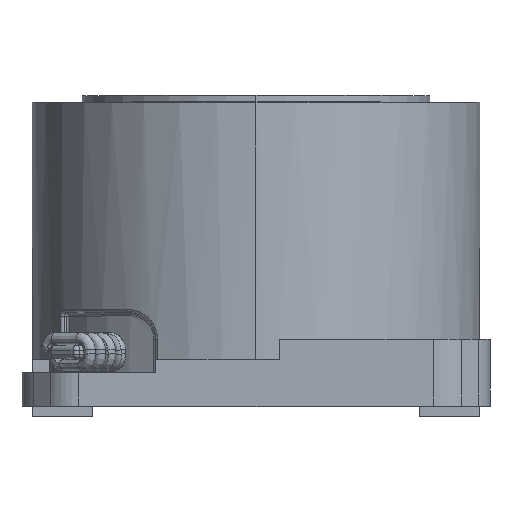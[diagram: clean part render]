
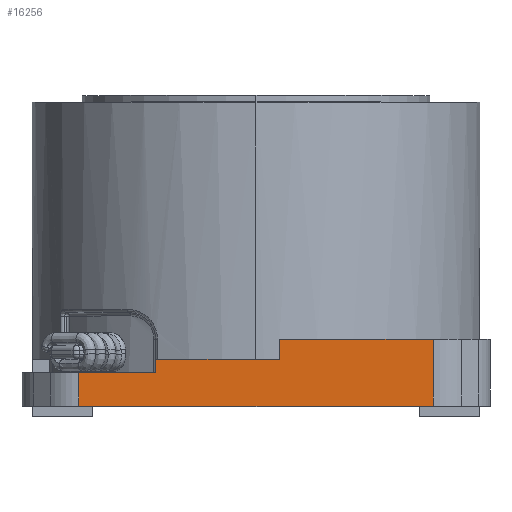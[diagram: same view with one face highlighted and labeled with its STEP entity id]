
A CAD part, top view. The second image highlights one B-rep face of the part: STEP entity #16256.
In plain terms, the highlighted planar face has unit normal (0, 0, 1).
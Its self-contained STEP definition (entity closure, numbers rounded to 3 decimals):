
#56 = LINE ( 'NONE', #4575, #19081 ) ;
#775 = EDGE_CURVE ( 'NONE', #13313, #19333, #11328, .T. ) ;
#807 = VECTOR ( 'NONE', #7348, 1000. ) ;
#1700 = EDGE_CURVE ( 'NONE', #16156, #13007, #3728, .T. ) ;
#1712 = DIRECTION ( 'NONE',  ( 0., 0., -1. ) ) ;
#2240 = FACE_OUTER_BOUND ( 'NONE', #11344, .T. ) ;
#2358 = CARTESIAN_POINT ( 'NONE',  ( 3.5, 0.15, 3.5 ) ) ;
#2709 = CARTESIAN_POINT ( 'NONE',  ( -3.5, 0.65, 3.5 ) ) ;
#2780 = EDGE_CURVE ( 'NONE', #2962, #13357, #56, .T. ) ;
#2962 = VERTEX_POINT ( 'NONE', #6486 ) ;
#3111 = CARTESIAN_POINT ( 'NONE',  ( 0.35, 1.15, 3.5 ) ) ;
#3323 = CARTESIAN_POINT ( 'NONE',  ( -2.651, 0.15, 3.5 ) ) ;
#3417 = CARTESIAN_POINT ( 'NONE',  ( 0.35, 0.85, 3.5 ) ) ;
#3630 = VERTEX_POINT ( 'NONE', #18199 ) ;
#3728 = LINE ( 'NONE', #17885, #7392 ) ;
#4159 = DIRECTION ( 'NONE',  ( 0., 1., 0. ) ) ;
#4575 = CARTESIAN_POINT ( 'NONE',  ( -2.651, 0.15, 3.5 ) ) ;
#4696 = VECTOR ( 'NONE', #4159, 1000. ) ;
#4863 = PLANE ( 'NONE',  #7851 ) ;
#5819 = DIRECTION ( 'NONE',  ( 1., 0., 0. ) ) ;
#6162 = ORIENTED_EDGE ( 'NONE', *, *, #12924, .F. ) ;
#6216 = ORIENTED_EDGE ( 'NONE', *, *, #2780, .T. ) ;
#6486 = CARTESIAN_POINT ( 'NONE',  ( -2.651, 0.65, 3.5 ) ) ;
#6817 = CARTESIAN_POINT ( 'NONE',  ( 0.35, 0.85, 3.5 ) ) ;
#7154 = VECTOR ( 'NONE', #5819, 1000. ) ;
#7318 = VECTOR ( 'NONE', #14343, 1000. ) ;
#7348 = DIRECTION ( 'NONE',  ( 1., 0., 0. ) ) ;
#7392 = VECTOR ( 'NONE', #18561, 1000. ) ;
#7793 = EDGE_CURVE ( 'NONE', #2962, #16156, #8045, .T. ) ;
#7851 = AXIS2_PLACEMENT_3D ( 'NONE', #12307, #1712, #20110 ) ;
#8045 = LINE ( 'NONE', #2709, #807 ) ;
#8827 = LINE ( 'NONE', #16799, #4696 ) ;
#10154 = EDGE_CURVE ( 'NONE', #3630, #19333, #8827, .T. ) ;
#10202 = DIRECTION ( 'NONE',  ( -1., 0., 0. ) ) ;
#10448 = EDGE_CURVE ( 'NONE', #3630, #13357, #11047, .T. ) ;
#10628 = ORIENTED_EDGE ( 'NONE', *, *, #775, .F. ) ;
#10650 = ORIENTED_EDGE ( 'NONE', *, *, #10154, .T. ) ;
#10699 = ORIENTED_EDGE ( 'NONE', *, *, #1700, .F. ) ;
#11047 = LINE ( 'NONE', #2358, #16170 ) ;
#11148 = CARTESIAN_POINT ( 'NONE',  ( -1.5, 0.65, 3.5 ) ) ;
#11328 = LINE ( 'NONE', #18007, #7154 ) ;
#11344 = EDGE_LOOP ( 'NONE', ( #12893, #10650, #10628, #16968, #6162, #10699, #18862, #6216 ) ) ;
#11614 = DIRECTION ( 'NONE',  ( 0., 1., 0. ) ) ;
#11680 = CARTESIAN_POINT ( 'NONE',  ( -1.5, 0.85, 3.5 ) ) ;
#12225 = DIRECTION ( 'NONE',  ( 0., -1., 0. ) ) ;
#12307 = CARTESIAN_POINT ( 'NONE',  ( 3.5, 1.15, 3.5 ) ) ;
#12715 = LINE ( 'NONE', #14602, #7318 ) ;
#12893 = ORIENTED_EDGE ( 'NONE', *, *, #10448, .F. ) ;
#12924 = EDGE_CURVE ( 'NONE', #13007, #17657, #12715, .T. ) ;
#13007 = VERTEX_POINT ( 'NONE', #11680 ) ;
#13313 = VERTEX_POINT ( 'NONE', #3111 ) ;
#13357 = VERTEX_POINT ( 'NONE', #3323 ) ;
#14343 = DIRECTION ( 'NONE',  ( 1., 0., 0. ) ) ;
#14602 = CARTESIAN_POINT ( 'NONE',  ( 0.35, 0.85, 3.5 ) ) ;
#16156 = VERTEX_POINT ( 'NONE', #11148 ) ;
#16170 = VECTOR ( 'NONE', #10202, 1000. ) ;
#16256 = ADVANCED_FACE ( 'NONE', ( #2240 ), #4863, .F. ) ;
#16421 = VECTOR ( 'NONE', #11614, 1000. ) ;
#16679 = LINE ( 'NONE', #6817, #16421 ) ;
#16799 = CARTESIAN_POINT ( 'NONE',  ( 2.651, 1.15, 3.5 ) ) ;
#16968 = ORIENTED_EDGE ( 'NONE', *, *, #18289, .F. ) ;
#17657 = VERTEX_POINT ( 'NONE', #3417 ) ;
#17885 = CARTESIAN_POINT ( 'NONE',  ( -1.5, 0.65, 3.5 ) ) ;
#18007 = CARTESIAN_POINT ( 'NONE',  ( 3.5, 1.15, 3.5 ) ) ;
#18199 = CARTESIAN_POINT ( 'NONE',  ( 2.651, 0.15, 3.5 ) ) ;
#18289 = EDGE_CURVE ( 'NONE', #17657, #13313, #16679, .T. ) ;
#18508 = CARTESIAN_POINT ( 'NONE',  ( 2.651, 1.15, 3.5 ) ) ;
#18561 = DIRECTION ( 'NONE',  ( 0., 1., 0. ) ) ;
#18862 = ORIENTED_EDGE ( 'NONE', *, *, #7793, .F. ) ;
#19081 = VECTOR ( 'NONE', #12225, 1000. ) ;
#19333 = VERTEX_POINT ( 'NONE', #18508 ) ;
#20110 = DIRECTION ( 'NONE',  ( -1., 0., 0. ) ) ;
